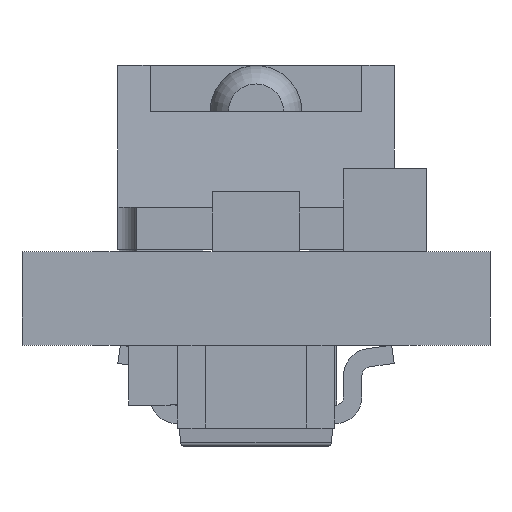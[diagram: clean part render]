
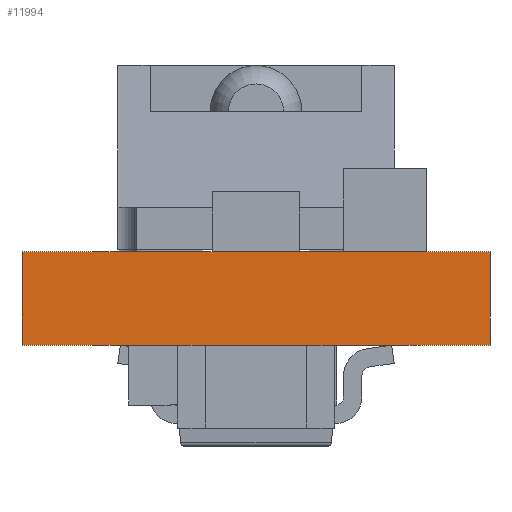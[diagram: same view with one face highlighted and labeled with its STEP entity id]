
A CAD part, front view. The second image highlights one B-rep face of the part: STEP entity #11994.
In plain terms, the highlighted planar face has unit normal (0, -1, 0).
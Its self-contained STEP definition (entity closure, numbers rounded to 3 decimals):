
#198 = ORIENTED_EDGE ( 'NONE', *, *, #8018, .F. ) ;
#522 = VECTOR ( 'NONE', #21897, 1000. ) ;
#698 = EDGE_CURVE ( 'NONE', #8517, #20566, #29484, .T. ) ;
#792 = CARTESIAN_POINT ( 'NONE',  ( 0., 0., 1.016 ) ) ;
#1441 = DIRECTION ( 'NONE',  ( 0., 0., 1. ) ) ;
#2640 = VERTEX_POINT ( 'NONE', #17729 ) ;
#5155 = VERTEX_POINT ( 'NONE', #24936 ) ;
#5200 = CARTESIAN_POINT ( 'NONE',  ( 5.08, 0., 1.016 ) ) ;
#5805 = ORIENTED_EDGE ( 'NONE', *, *, #19331, .F. ) ;
#5940 = PLANE ( 'NONE',  #27044 ) ;
#6181 = LINE ( 'NONE', #5200, #18605 ) ;
#8018 = EDGE_CURVE ( 'NONE', #2640, #20566, #6181, .T. ) ;
#8276 = CARTESIAN_POINT ( 'NONE',  ( 5.08, 0., 1.016 ) ) ;
#8517 = VERTEX_POINT ( 'NONE', #24209 ) ;
#9270 = CARTESIAN_POINT ( 'NONE',  ( 5.08, 0., 0. ) ) ;
#9389 = VECTOR ( 'NONE', #28652, 1000. ) ;
#10015 = DIRECTION ( 'NONE',  ( 0., 0., -1. ) ) ;
#10217 = LINE ( 'NONE', #29325, #16031 ) ;
#11994 = ADVANCED_FACE ( 'NONE', ( #12794 ), #5940, .F. ) ;
#12794 = FACE_OUTER_BOUND ( 'NONE', #13423, .T. ) ;
#12917 = DIRECTION ( 'NONE',  ( 0., 1., 0. ) ) ;
#13423 = EDGE_LOOP ( 'NONE', ( #27036, #198, #5805, #18083 ) ) ;
#15565 = LINE ( 'NONE', #792, #9389 ) ;
#16031 = VECTOR ( 'NONE', #24580, 1000. ) ;
#17729 = CARTESIAN_POINT ( 'NONE',  ( 5.08, 0., 1.016 ) ) ;
#18083 = ORIENTED_EDGE ( 'NONE', *, *, #29323, .T. ) ;
#18605 = VECTOR ( 'NONE', #10015, 1000. ) ;
#19331 = EDGE_CURVE ( 'NONE', #5155, #2640, #10217, .T. ) ;
#20566 = VERTEX_POINT ( 'NONE', #9270 ) ;
#21897 = DIRECTION ( 'NONE',  ( 1., 0., 0. ) ) ;
#22185 = CARTESIAN_POINT ( 'NONE',  ( 5.08, 0., 0. ) ) ;
#24209 = CARTESIAN_POINT ( 'NONE',  ( 0., 0., 0. ) ) ;
#24580 = DIRECTION ( 'NONE',  ( 1., 0., 0. ) ) ;
#24936 = CARTESIAN_POINT ( 'NONE',  ( 0., 0., 1.016 ) ) ;
#27036 = ORIENTED_EDGE ( 'NONE', *, *, #698, .T. ) ;
#27044 = AXIS2_PLACEMENT_3D ( 'NONE', #8276, #12917, #1441 ) ;
#28652 = DIRECTION ( 'NONE',  ( 0., 0., -1. ) ) ;
#29323 = EDGE_CURVE ( 'NONE', #5155, #8517, #15565, .T. ) ;
#29325 = CARTESIAN_POINT ( 'NONE',  ( 5.08, 0., 1.016 ) ) ;
#29484 = LINE ( 'NONE', #22185, #522 ) ;
